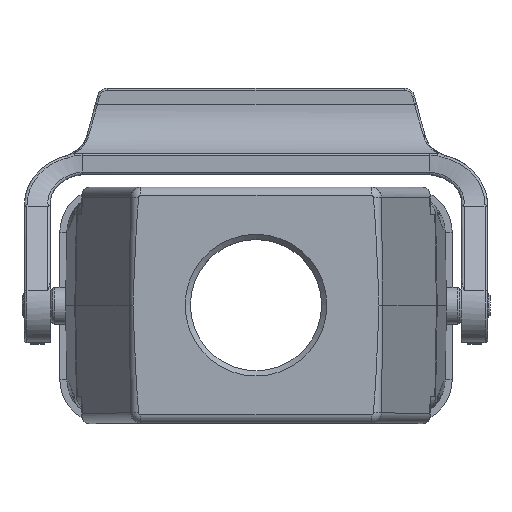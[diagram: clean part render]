
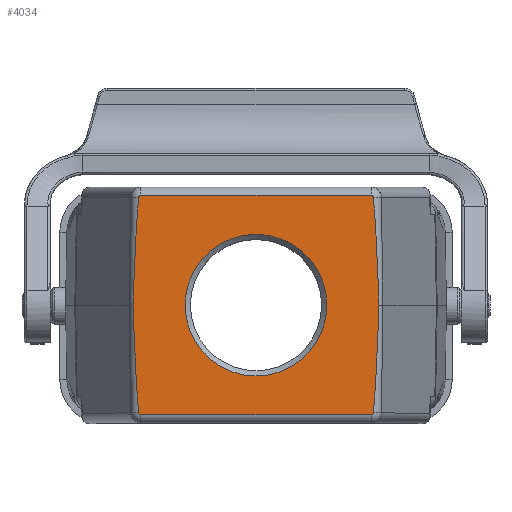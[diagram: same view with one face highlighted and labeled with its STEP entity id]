
A CAD part, top view. The second image highlights one B-rep face of the part: STEP entity #4034.
In plain terms, the highlighted planar face has unit normal (0, 0, 1).
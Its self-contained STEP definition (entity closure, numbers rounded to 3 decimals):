
#43=ELLIPSE('',#14480,114.608,2.);
#46=ELLIPSE('',#14484,114.608,2.);
#47=ELLIPSE('',#14486,114.608,2.);
#48=ELLIPSE('',#14490,114.608,2.);
#481=FACE_BOUND('',#5668,.T.);
#482=FACE_BOUND('',#5669,.T.);
#3084=CIRCLE('',#14472,0.407);
#3088=CIRCLE('',#14477,0.407);
#3092=CIRCLE('',#14492,0.407);
#3096=CIRCLE('',#14497,0.407);
#3350=CIRCLE('',#15174,13.5);
#4034=ADVANCED_FACE('',(#481,#482),#4304,.T.);
#4304=PLANE('',#15175);
#5668=EDGE_LOOP('',(#8913));
#5669=EDGE_LOOP('',(#8914,#8915,#8916,#8917,#8918,#8919,#8920,#8921,#8922,
#8923));
#8913=ORIENTED_EDGE('',*,*,#11578,.T.);
#8914=ORIENTED_EDGE('',*,*,#10555,.F.);
#8915=ORIENTED_EDGE('',*,*,#10561,.F.);
#8916=ORIENTED_EDGE('',*,*,#10567,.F.);
#8917=ORIENTED_EDGE('',*,*,#10573,.F.);
#8918=ORIENTED_EDGE('',*,*,#10575,.F.);
#8919=ORIENTED_EDGE('',*,*,#10569,.F.);
#8920=ORIENTED_EDGE('',*,*,#10563,.F.);
#8921=ORIENTED_EDGE('',*,*,#10557,.F.);
#8922=ORIENTED_EDGE('',*,*,#10551,.F.);
#8923=ORIENTED_EDGE('',*,*,#10548,.F.);
#9314=VERTEX_POINT('',#22654);
#9316=VERTEX_POINT('',#22657);
#9318=VERTEX_POINT('',#22663);
#9320=VERTEX_POINT('',#22669);
#9322=VERTEX_POINT('',#22675);
#9324=VERTEX_POINT('',#22681);
#9326=VERTEX_POINT('',#22687);
#9328=VERTEX_POINT('',#22693);
#9330=VERTEX_POINT('',#22699);
#9332=VERTEX_POINT('',#22705);
#9947=VERTEX_POINT('',#27613);
#10548=EDGE_CURVE('',#9314,#9316,#11884,.T.);
#10551=EDGE_CURVE('',#9316,#9318,#3084,.T.);
#10555=EDGE_CURVE('',#9320,#9314,#3088,.T.);
#10557=EDGE_CURVE('',#9318,#9322,#43,.T.);
#10561=EDGE_CURVE('',#9324,#9320,#46,.T.);
#10563=EDGE_CURVE('',#9322,#9326,#47,.T.);
#10567=EDGE_CURVE('',#9328,#9324,#48,.T.);
#10569=EDGE_CURVE('',#9326,#9330,#3092,.T.);
#10573=EDGE_CURVE('',#9332,#9328,#3096,.T.);
#10575=EDGE_CURVE('',#9330,#9332,#11890,.T.);
#11578=EDGE_CURVE('',#9947,#9947,#3350,.T.);
#11884=LINE('',#22656,#12692);
#11890=LINE('',#22710,#12698);
#12692=VECTOR('',#16287,1.);
#12698=VECTOR('',#16353,1.);
#14472=AXIS2_PLACEMENT_3D('',#22662,#16293,#16294);
#14477=AXIS2_PLACEMENT_3D('',#22671,#16303,#16304);
#14480=AXIS2_PLACEMENT_3D('',#22674,#16309,#16310);
#14484=AXIS2_PLACEMENT_3D('',#22683,#16318,#16319);
#14486=AXIS2_PLACEMENT_3D('',#22686,#16323,#16324);
#14490=AXIS2_PLACEMENT_3D('',#22695,#16332,#16333);
#14492=AXIS2_PLACEMENT_3D('',#22698,#16337,#16338);
#14497=AXIS2_PLACEMENT_3D('',#22707,#16347,#16348);
#15174=AXIS2_PLACEMENT_3D('',#27612,#18203,#18204);
#15175=AXIS2_PLACEMENT_3D('',#27614,#18205,#18206);
#16287=DIRECTION('',(-1.,0.,0.));
#16293=DIRECTION('',(0.,0.,-1.));
#16294=DIRECTION('',(1.,0.,0.));
#16303=DIRECTION('',(0.,0.,-1.));
#16304=DIRECTION('',(1.,0.,0.));
#16309=DIRECTION('',(0.,0.,-1.));
#16310=DIRECTION('',(0.013,-1.,0.));
#16318=DIRECTION('',(0.,0.,-1.));
#16319=DIRECTION('',(-0.013,-1.,0.));
#16323=DIRECTION('',(0.,0.,-1.));
#16324=DIRECTION('',(-0.013,-1.,0.));
#16332=DIRECTION('',(0.,0.,-1.));
#16333=DIRECTION('',(0.013,-1.,0.));
#16337=DIRECTION('',(0.,0.,-1.));
#16338=DIRECTION('',(1.,0.,0.));
#16347=DIRECTION('',(0.,0.,-1.));
#16348=DIRECTION('',(1.,0.,0.));
#16353=DIRECTION('',(1.,0.,0.));
#18203=DIRECTION('',(0.,0.,-1.));
#18204=DIRECTION('',(1.,0.,0.));
#18205=DIRECTION('',(0.,0.,1.));
#18206=DIRECTION('',(1.,0.,0.));
#22654=CARTESIAN_POINT('',(21.973,-20.907,62.45));
#22656=CARTESIAN_POINT('',(-23.782,-20.907,62.45));
#22657=CARTESIAN_POINT('',(-21.973,-20.907,62.45));
#22662=CARTESIAN_POINT('',(-21.973,-20.5,62.45));
#22663=CARTESIAN_POINT('',(-22.378,-20.54,62.45));
#22669=CARTESIAN_POINT('',(22.378,-20.54,62.45));
#22671=CARTESIAN_POINT('',(21.973,-20.5,62.45));
#22674=CARTESIAN_POINT('',(-23.475,91.681,62.45));
#22675=CARTESIAN_POINT('',(-23.448,0.,62.45));
#22681=CARTESIAN_POINT('',(23.448,0.,62.45));
#22683=CARTESIAN_POINT('',(23.475,91.681,62.45));
#22686=CARTESIAN_POINT('',(-23.475,-91.681,62.45));
#22687=CARTESIAN_POINT('',(-22.378,20.54,62.45));
#22693=CARTESIAN_POINT('',(22.378,20.54,62.45));
#22695=CARTESIAN_POINT('',(23.475,-91.681,62.45));
#22698=CARTESIAN_POINT('',(-21.973,20.5,62.45));
#22699=CARTESIAN_POINT('',(-21.973,20.907,62.45));
#22705=CARTESIAN_POINT('',(21.973,20.907,62.45));
#22707=CARTESIAN_POINT('',(21.973,20.5,62.45));
#22710=CARTESIAN_POINT('',(-29.552,20.907,62.45));
#27612=CARTESIAN_POINT('',(0.,0.,62.45));
#27613=CARTESIAN_POINT('',(13.5,0.,62.45));
#27614=CARTESIAN_POINT('',(55.,-30.,62.45));
